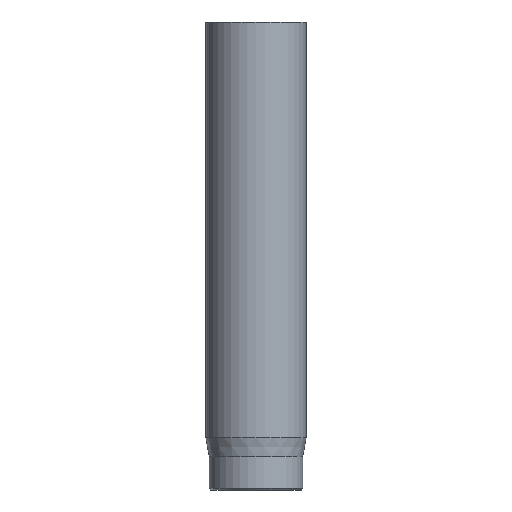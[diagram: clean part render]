
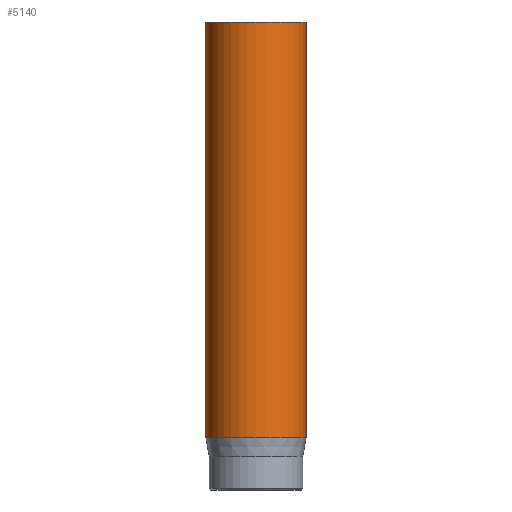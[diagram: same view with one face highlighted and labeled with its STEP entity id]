
A CAD part, front view. The second image highlights one B-rep face of the part: STEP entity #5140.
In plain terms, the highlighted cylindrical face has radius 1.5 mm (diameter 3 mm), a full revolution.
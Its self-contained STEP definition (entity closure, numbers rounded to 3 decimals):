
#42=CYLINDRICAL_SURFACE('',#5340,1.5);
#45=CIRCLE('',#5311,1.5);
#59=CIRCLE('',#5338,1.5);
#60=CIRCLE('',#5339,1.5);
#811=FACE_OUTER_BOUND('',#1110,.T.);
#1110=EDGE_LOOP('',(#4659,#4660,#4661,#4662,#4663));
#1526=LINE('',#9548,#1952);
#1952=VECTOR('',#6015,1.5);
#2445=VERTEX_POINT('',#9494);
#2459=VERTEX_POINT('',#9542);
#2460=VERTEX_POINT('',#9543);
#3180=EDGE_CURVE('',#2445,#2445,#45,.T.);
#3201=EDGE_CURVE('',#2459,#2460,#59,.T.);
#3202=EDGE_CURVE('',#2460,#2459,#60,.T.);
#3204=EDGE_CURVE('',#2445,#2459,#1526,.T.);
#4659=ORIENTED_EDGE('',*,*,#3180,.T.);
#4660=ORIENTED_EDGE('',*,*,#3204,.T.);
#4661=ORIENTED_EDGE('',*,*,#3201,.T.);
#4662=ORIENTED_EDGE('',*,*,#3202,.T.);
#4663=ORIENTED_EDGE('',*,*,#3204,.F.);
#5140=ADVANCED_FACE('',(#811),#42,.T.);
#5311=AXIS2_PLACEMENT_3D('',#9495,#5947,#5948);
#5338=AXIS2_PLACEMENT_3D('',#9544,#6008,#6009);
#5339=AXIS2_PLACEMENT_3D('',#9545,#6010,#6011);
#5340=AXIS2_PLACEMENT_3D('',#9547,#6013,#6014);
#5947=DIRECTION('center_axis',(0.,0.,-1.));
#5948=DIRECTION('ref_axis',(-1.,0.,0.));
#6008=DIRECTION('center_axis',(0.,0.,1.));
#6009=DIRECTION('ref_axis',(-1.,0.,0.));
#6010=DIRECTION('center_axis',(0.,0.,1.));
#6011=DIRECTION('ref_axis',(-1.,0.,0.));
#6013=DIRECTION('center_axis',(0.,0.,1.));
#6014=DIRECTION('ref_axis',(-1.,0.,0.));
#6015=DIRECTION('',(0.,0.,-1.));
#9494=CARTESIAN_POINT('',(1.5,0.,14.));
#9495=CARTESIAN_POINT('Origin',(0.,0.,14.));
#9542=CARTESIAN_POINT('',(1.5,0.,1.567));
#9543=CARTESIAN_POINT('',(-1.5,0.,1.567));
#9544=CARTESIAN_POINT('Origin',(0.,0.,1.567));
#9545=CARTESIAN_POINT('Origin',(0.,0.,1.567));
#9547=CARTESIAN_POINT('Origin',(0.,0.,0.));
#9548=CARTESIAN_POINT('',(1.5,0.,0.));
